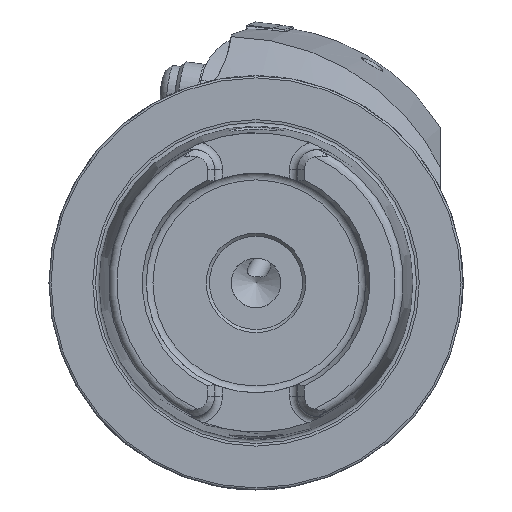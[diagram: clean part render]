
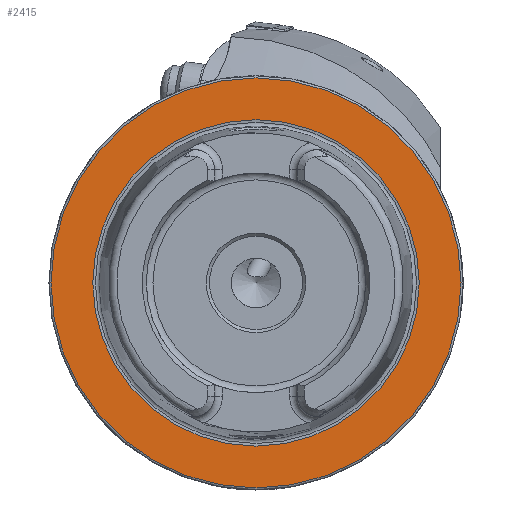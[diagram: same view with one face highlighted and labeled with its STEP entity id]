
A CAD part, left-side view. The second image highlights one B-rep face of the part: STEP entity #2415.
In plain terms, the highlighted planar face has unit normal (-1, 0, 0).
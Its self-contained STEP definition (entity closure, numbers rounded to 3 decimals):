
#309 = FACE_OUTER_BOUND ( 'NONE', #1890, .T. ) ;
#519 = ORIENTED_EDGE ( 'NONE', *, *, #10552, .T. ) ;
#1890 = EDGE_LOOP ( 'NONE', ( #519 ) ) ;
#2415 = ADVANCED_FACE ( 'NONE', ( #3687, #309 ), #3436, .F. ) ;
#2874 = CARTESIAN_POINT ( 'NONE',  ( 0., 0., 39.405 ) ) ;
#2933 = VERTEX_POINT ( 'NONE', #2874 ) ;
#3436 = PLANE ( 'NONE',  #11588 ) ;
#3687 = FACE_BOUND ( 'NONE', #4042, .T. ) ;
#4042 = EDGE_LOOP ( 'NONE', ( #7125 ) ) ;
#5431 = DIRECTION ( 'NONE',  ( -1., 0., 0. ) ) ;
#5537 = DIRECTION ( 'NONE',  ( 0., 0., -1. ) ) ;
#5558 = AXIS2_PLACEMENT_3D ( 'NONE', #11095, #12088, #11955 ) ;
#5564 = EDGE_CURVE ( 'NONE', #2933, #2933, #10543, .T. ) ;
#7125 = ORIENTED_EDGE ( 'NONE', *, *, #5564, .F. ) ;
#7574 = VERTEX_POINT ( 'NONE', #8802 ) ;
#8329 = CARTESIAN_POINT ( 'NONE',  ( 0., 0., 0. ) ) ;
#8468 = DIRECTION ( 'NONE',  ( 1., 0., 0. ) ) ;
#8802 = CARTESIAN_POINT ( 'NONE',  ( 0., 0., 49.5 ) ) ;
#9483 = DIRECTION ( 'NONE',  ( 0., 0., 1. ) ) ;
#10002 = AXIS2_PLACEMENT_3D ( 'NONE', #8329, #5431, #9483 ) ;
#10046 = CIRCLE ( 'NONE', #5558, 49.5 ) ;
#10285 = CARTESIAN_POINT ( 'NONE',  ( 0., 49.5, 0. ) ) ;
#10543 = CIRCLE ( 'NONE', #10002, 39.405 ) ;
#10552 = EDGE_CURVE ( 'NONE', #7574, #7574, #10046, .T. ) ;
#11095 = CARTESIAN_POINT ( 'NONE',  ( 0., 0., 0. ) ) ;
#11588 = AXIS2_PLACEMENT_3D ( 'NONE', #10285, #8468, #5537 ) ;
#11955 = DIRECTION ( 'NONE',  ( 0., 0., 1. ) ) ;
#12088 = DIRECTION ( 'NONE',  ( -1., 0., 0. ) ) ;
